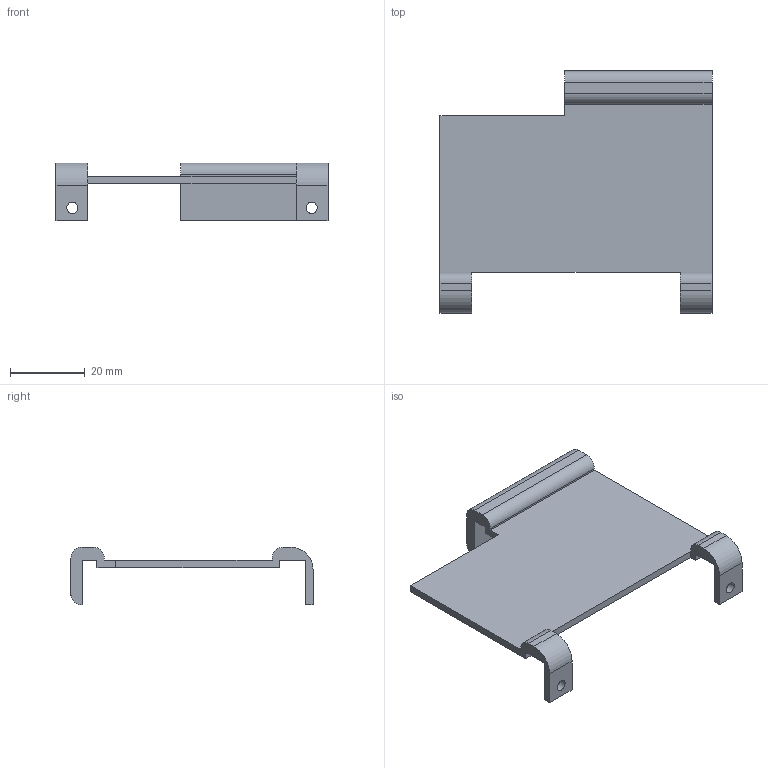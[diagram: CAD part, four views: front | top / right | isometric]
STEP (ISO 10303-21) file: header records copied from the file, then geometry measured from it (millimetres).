
FILE_DESCRIPTION(/* description */ (''),/* implementation_level */ '2;1');
FILE_NAME(/* name */ 'Soporte Superior.step',/* time_stamp */ '2025-12-10T13:20:15-03:00',/* author */ (''),/* organization */ (''),/* preprocessor_version */ 'ST-DEVELOPER v20.1',/* originating_system */ 'Autodesk Translation Framework v14.21.0.0',/* authorisation */ '');
FILE_SCHEMA (('AUTOMOTIVE_DESIGN { 1 0 10303 214 3 1 1 }'));
Length unit declared in the file: millimetre
Products named in the file (2): Soporte Superior; Soporte superior_1
Assembly tree (1 placements, depth 2):
  Soporte Superior
    Soporte superior_1
Bounding box: 73 x 65 x 15.5 mm (x, y, z)
Volume: 9881.3 mm3; surface area: 9841.2 mm2
Topology: 1 solids, 1 shells, 39 faces, 112 edges, 74 vertices
Faces by surface type: plane 29, cylinder 10
Full cylindrical faces by diameter (mm): 3 x3
Entity records: 1368 total; most frequent: CARTESIAN_POINT 247, ORIENTED_EDGE 224, DIRECTION 218, EDGE_CURVE 112, LINE 90, VECTOR 90, VERTEX_POINT 74, AXIS2_PLACEMENT_3D 64
